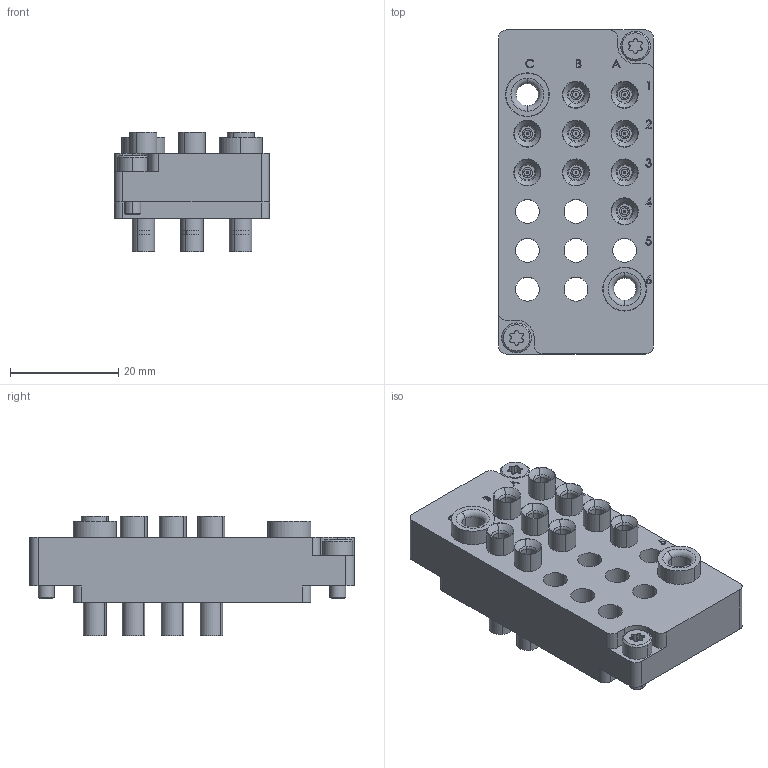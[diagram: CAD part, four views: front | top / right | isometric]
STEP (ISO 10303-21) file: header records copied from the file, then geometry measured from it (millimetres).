
FILE_DESCRIPTION (( 'STEP AP214' ), '1' );
FILE_NAME ('INGUN_38177.STEP', '2023-01-17T08:26:08', ( '' ), ( '' ), 'SwSTEP 2.0', 'SolidWorks 2021', '' );
FILE_SCHEMA (( 'AUTOMOTIVE_DESIGN' ));
Length unit declared in the file: millimetre
Products named in the file (7): 34572~1; 34572~1_S; INFO_4621~0_S; INGUN_38177; 3357~0; DIN912~n_M03,0x008; SB-810-Z__ADA~sb_S
Assembly tree (16 placements, depth 3):
  INGUN_38177
    34572~1_S
      34572~1
      INFO_4621~0_S
    DIN912~n_M03,0x008  x2
    3357~0  x2
    SB-810-Z__ADA~sb_S  x9
Bounding box: 28.7 x 60 x 22.1 mm (x, y, z)
Volume: 18520.6 mm3; surface area: 13414.1 mm2
Topology: 32 solids, 32 shells, 2981 faces, 8200 edges, 5361 vertices
Faces by surface type: plane 2294, cylinder 400, cone 210, bspline 55, torus 22
Entity records: 21134 total; most frequent: CARTESIAN_POINT 7367, ORIENTED_EDGE 2974, DIRECTION 2455, EDGE_CURVE 1487, VERTEX_POINT 977, AXIS2_PLACEMENT_3D 861, LINE 733, VECTOR 733
